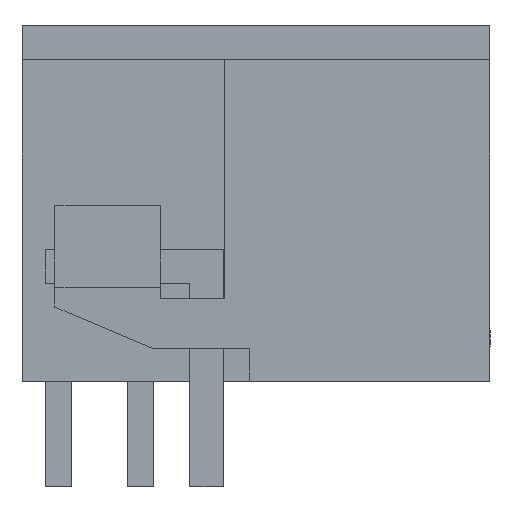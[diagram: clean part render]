
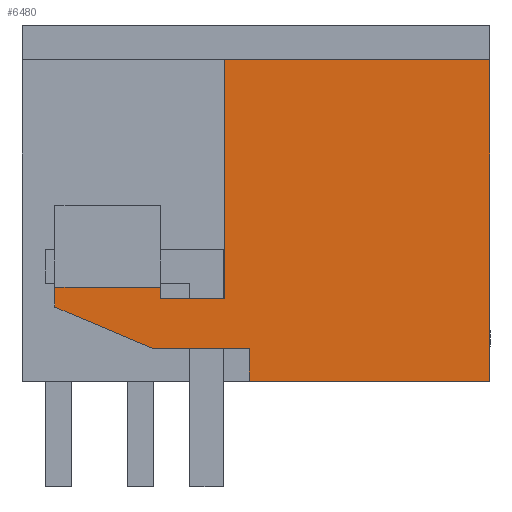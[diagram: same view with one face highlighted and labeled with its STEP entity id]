
A CAD part, left-side view. The second image highlights one B-rep face of the part: STEP entity #6480.
In plain terms, the highlighted planar face has unit normal (-1, 0, 0).
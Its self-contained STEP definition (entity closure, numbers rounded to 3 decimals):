
#6418=AXIS2_PLACEMENT_3D('Plane Axis2P3D',#6415,#6416,#6417) ;
#4205=CARTESIAN_POINT('Vertex',(0.,0.,12.95)) ;
#4208=CARTESIAN_POINT('Line Origine',(0.,0.,8.075)) ;
#4212=CARTESIAN_POINT('Vertex',(0.,0.,3.2)) ;
#5911=CARTESIAN_POINT('Line Origine',(0.,3.65,3.2)) ;
#5915=CARTESIAN_POINT('Vertex',(0.,7.3,3.2)) ;
#6058=CARTESIAN_POINT('Vertex',(0.,8.05,12.95)) ;
#6061=CARTESIAN_POINT('Line Origine',(0.,4.025,12.95)) ;
#6399=CARTESIAN_POINT('Vertex',(0.,7.3,4.197)) ;
#6402=CARTESIAN_POINT('Line Origine',(0.,7.3,3.698)) ;
#6415=CARTESIAN_POINT('Axis2P3D Location',(0.,0.,12.95)) ;
#6420=CARTESIAN_POINT('Line Origine',(0.,8.05,9.325)) ;
#6424=CARTESIAN_POINT('Vertex',(0.,8.05,5.7)) ;
#6427=CARTESIAN_POINT('Line Origine',(0.,9.025,5.7)) ;
#6431=CARTESIAN_POINT('Vertex',(0.,10.,5.7)) ;
#6434=CARTESIAN_POINT('Line Origine',(0.,10.,5.875)) ;
#6438=CARTESIAN_POINT('Vertex',(0.,10.,6.05)) ;
#6441=CARTESIAN_POINT('Line Origine',(0.,11.6,6.05)) ;
#6445=CARTESIAN_POINT('Vertex',(0.,13.2,6.05)) ;
#6448=CARTESIAN_POINT('Line Origine',(0.,13.2,5.75)) ;
#6452=CARTESIAN_POINT('Vertex',(0.,13.2,5.45)) ;
#6455=CARTESIAN_POINT('Line Origine',(0.,11.721,4.823)) ;
#6459=CARTESIAN_POINT('Vertex',(0.,10.242,4.197)) ;
#6462=CARTESIAN_POINT('Line Origine',(0.,8.771,4.197)) ;
#4209=DIRECTION('Vector Direction',(0.,0.,-1.)) ;
#5912=DIRECTION('Vector Direction',(0.,1.,0.)) ;
#6062=DIRECTION('Vector Direction',(0.,1.,0.)) ;
#6403=DIRECTION('Vector Direction',(0.,0.,-1.)) ;
#6416=DIRECTION('Axis2P3D Direction',(1.,0.,0.)) ;
#6417=DIRECTION('Axis2P3D XDirection',(0.,0.,-1.)) ;
#6421=DIRECTION('Vector Direction',(0.,0.,1.)) ;
#6428=DIRECTION('Vector Direction',(0.,-1.,0.)) ;
#6435=DIRECTION('Vector Direction',(0.,0.,1.)) ;
#6442=DIRECTION('Vector Direction',(0.,1.,0.)) ;
#6449=DIRECTION('Vector Direction',(0.,0.,-1.)) ;
#6456=DIRECTION('Vector Direction',(0.,0.921,0.39)) ;
#6463=DIRECTION('Vector Direction',(0.,-1.,0.)) ;
#4210=VECTOR('Line Direction',#4209,1.) ;
#5913=VECTOR('Line Direction',#5912,1.) ;
#6063=VECTOR('Line Direction',#6062,1.) ;
#6404=VECTOR('Line Direction',#6403,1.) ;
#6422=VECTOR('Line Direction',#6421,1.) ;
#6429=VECTOR('Line Direction',#6428,1.) ;
#6436=VECTOR('Line Direction',#6435,1.) ;
#6443=VECTOR('Line Direction',#6442,1.) ;
#6450=VECTOR('Line Direction',#6449,1.) ;
#6457=VECTOR('Line Direction',#6456,1.) ;
#6464=VECTOR('Line Direction',#6463,1.) ;
#6468=ORIENTED_EDGE('',*,*,#6426,.F.) ;
#6469=ORIENTED_EDGE('',*,*,#6433,.F.) ;
#6470=ORIENTED_EDGE('',*,*,#6440,.F.) ;
#6471=ORIENTED_EDGE('',*,*,#6447,.F.) ;
#6472=ORIENTED_EDGE('',*,*,#6454,.F.) ;
#6473=ORIENTED_EDGE('',*,*,#6461,.F.) ;
#6474=ORIENTED_EDGE('',*,*,#6466,.F.) ;
#6475=ORIENTED_EDGE('',*,*,#6406,.F.) ;
#6476=ORIENTED_EDGE('',*,*,#5917,.F.) ;
#6477=ORIENTED_EDGE('',*,*,#4214,.F.) ;
#6478=ORIENTED_EDGE('',*,*,#6065,.T.) ;
#6480=ADVANCED_FACE('HOUSING',(#6479),#6419,.F.) ;
#4214=EDGE_CURVE('',#4206,#4213,#4211,.T.) ;
#5917=EDGE_CURVE('',#4213,#5916,#5914,.T.) ;
#6065=EDGE_CURVE('',#4206,#6059,#6064,.T.) ;
#6406=EDGE_CURVE('',#5916,#6400,#6405,.F.) ;
#6426=EDGE_CURVE('',#6425,#6059,#6423,.T.) ;
#6433=EDGE_CURVE('',#6432,#6425,#6430,.T.) ;
#6440=EDGE_CURVE('',#6439,#6432,#6437,.F.) ;
#6447=EDGE_CURVE('',#6446,#6439,#6444,.F.) ;
#6454=EDGE_CURVE('',#6453,#6446,#6451,.F.) ;
#6461=EDGE_CURVE('',#6460,#6453,#6458,.T.) ;
#6466=EDGE_CURVE('',#6400,#6460,#6465,.F.) ;
#6467=EDGE_LOOP('',(#6468,#6469,#6470,#6471,#6472,#6473,#6474,#6475,#6476,#6477,#6478)) ;
#6479=FACE_OUTER_BOUND('',#6467,.T.) ;
#4211=LINE('Line',#4208,#4210) ;
#5914=LINE('Line',#5911,#5913) ;
#6064=LINE('Line',#6061,#6063) ;
#6405=LINE('Line',#6402,#6404) ;
#6423=LINE('Line',#6420,#6422) ;
#6430=LINE('Line',#6427,#6429) ;
#6437=LINE('Line',#6434,#6436) ;
#6444=LINE('Line',#6441,#6443) ;
#6451=LINE('Line',#6448,#6450) ;
#6458=LINE('Line',#6455,#6457) ;
#6465=LINE('Line',#6462,#6464) ;
#6419=PLANE('',#6418) ;
#4206=VERTEX_POINT('',#4205) ;
#4213=VERTEX_POINT('',#4212) ;
#5916=VERTEX_POINT('',#5915) ;
#6059=VERTEX_POINT('',#6058) ;
#6400=VERTEX_POINT('',#6399) ;
#6425=VERTEX_POINT('',#6424) ;
#6432=VERTEX_POINT('',#6431) ;
#6439=VERTEX_POINT('',#6438) ;
#6446=VERTEX_POINT('',#6445) ;
#6453=VERTEX_POINT('',#6452) ;
#6460=VERTEX_POINT('',#6459) ;
